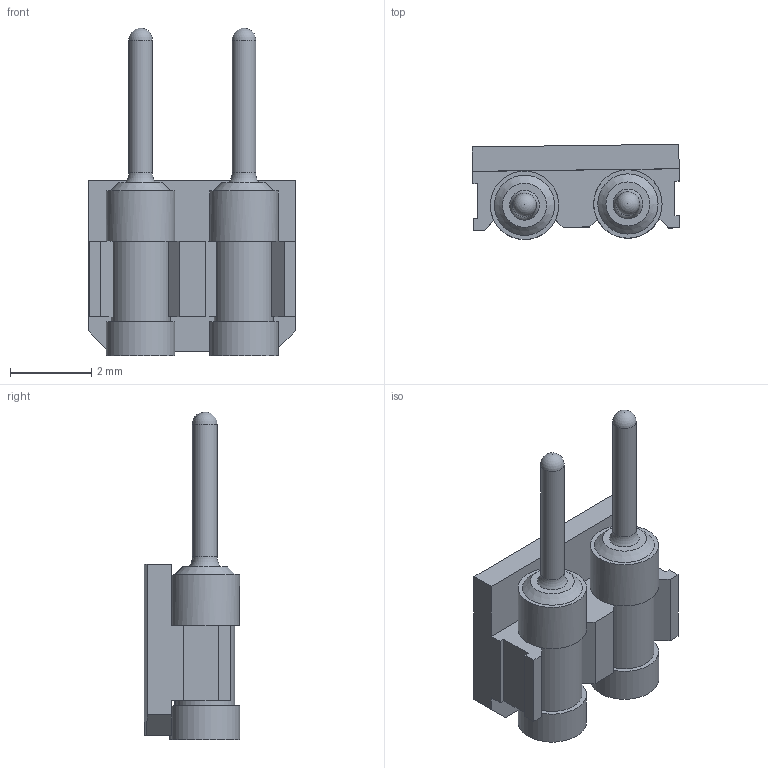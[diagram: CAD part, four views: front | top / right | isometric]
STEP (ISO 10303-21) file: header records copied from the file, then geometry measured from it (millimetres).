
FILE_DESCRIPTION(/* description */ (''),/* implementation_level */ '2;1');
FILE_NAME(/* name */ '5251-02-1-xx-xx-xx.stp',/* time_stamp */ '2024-02-15T12:40:11+01:00',/* author */ ('Andreas.Larin'),/* organization */ (''),/* preprocessor_version */ 'ST-DEVELOPER v15.6',/* originating_system */ 'Autodesk Inventor 2015',/* authorisation */ '');
FILE_SCHEMA (('AUTOMOTIVE_DESIGN { 1 0 10303 214 3 1 1 }'));
Length unit declared in the file: centimetre
Products named in the file (1): 5251-02-1-xx-xx-xx
Bounding box: 5.11 x 2.34 x 8.05 mm (x, y, z)
Volume: 37.4 mm3; surface area: 136.5 mm2
Topology: 1 solids, 1 shells, 52 faces, 126 edges, 82 vertices
Faces by surface type: plane 36, cylinder 10, torus 2, cone 2, sphere 2
Full cylindrical faces by diameter (mm): 0.58 x2, 1.45 x2, 1.68 x4
Entity records: 1410 total; most frequent: DIRECTION 240, CARTESIAN_POINT 235, ORIENTED_EDGE 212, EDGE_CURVE 106, AXIS2_PLACEMENT_3D 81, LINE 78, VECTOR 78, VERTEX_POINT 76
